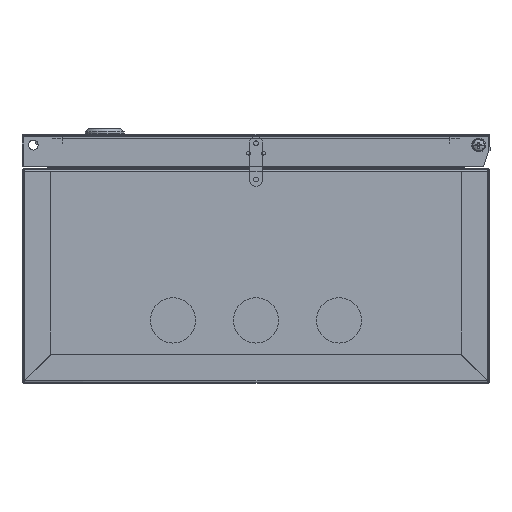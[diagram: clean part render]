
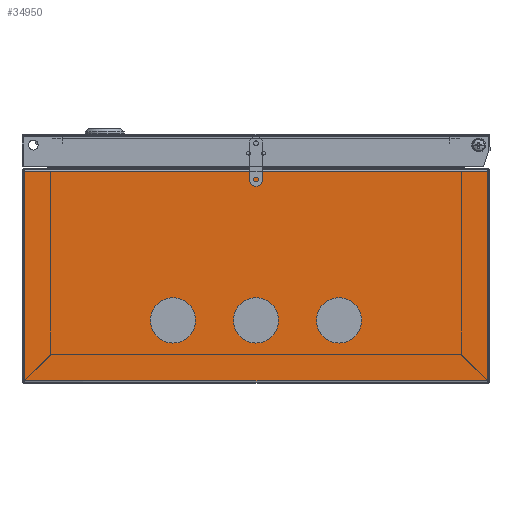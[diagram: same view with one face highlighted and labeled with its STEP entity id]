
A CAD part, front view. The second image highlights one B-rep face of the part: STEP entity #34950.
In plain terms, the highlighted face is planar.
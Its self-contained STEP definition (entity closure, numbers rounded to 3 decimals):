
#28 = CARTESIAN_POINT ( 'NONE',  ( -110.153, 0., 57.238 ) ) ;
#42 = CIRCLE ( 'NONE', #15684, 15. ) ;
#346 = CIRCLE ( 'NONE', #13688, 15. ) ;
#373 = CARTESIAN_POINT ( 'NONE',  ( -110.153, 0., 17.238 ) ) ;
#892 = EDGE_CURVE ( 'NONE', #8253, #15981, #26514, .T. ) ;
#1275 = VECTOR ( 'NONE', #35724, 1000. ) ;
#1754 = ORIENTED_EDGE ( 'NONE', *, *, #9360, .F. ) ;
#2062 = ORIENTED_EDGE ( 'NONE', *, *, #17337, .T. ) ;
#2821 = EDGE_CURVE ( 'NONE', #31214, #16577, #4490, .T. ) ;
#3197 = ORIENTED_EDGE ( 'NONE', *, *, #2821, .T. ) ;
#3476 = EDGE_LOOP ( 'NONE', ( #6780, #2062, #3197, #10630 ) ) ;
#3618 = FACE_BOUND ( 'NONE', #3649, .T. ) ;
#3649 = EDGE_LOOP ( 'NONE', ( #16921, #18099 ) ) ;
#3909 = VERTEX_POINT ( 'NONE', #26717 ) ;
#4490 = LINE ( 'NONE', #13387, #27845 ) ;
#4840 = LINE ( 'NONE', #5390, #1275 ) ;
#5390 = CARTESIAN_POINT ( 'NONE',  ( -11.453, 0., 225.538 ) ) ;
#5719 = CARTESIAN_POINT ( 'NONE',  ( -110.153, 0., 17.238 ) ) ;
#5830 = CARTESIAN_POINT ( 'NONE',  ( -110.153, 0., 2.238 ) ) ;
#6480 = DIRECTION ( 'NONE',  ( 1., 0., 0. ) ) ;
#6780 = ORIENTED_EDGE ( 'NONE', *, *, #10140, .T. ) ;
#6914 = VERTEX_POINT ( 'NONE', #28 ) ;
#7703 = CARTESIAN_POINT ( 'NONE',  ( -150.153, 0., -81.062 ) ) ;
#8253 = VERTEX_POINT ( 'NONE', #10249 ) ;
#8413 = CIRCLE ( 'NONE', #18764, 15. ) ;
#8628 = DIRECTION ( 'NONE',  ( 0., 0., -1. ) ) ;
#8717 = AXIS2_PLACEMENT_3D ( 'NONE', #30090, #27013, #18718 ) ;
#8747 = DIRECTION ( 'NONE',  ( 0., 1., 0. ) ) ;
#9046 = CARTESIAN_POINT ( 'NONE',  ( -150.153, 0., 225.538 ) ) ;
#9360 = EDGE_CURVE ( 'NONE', #19717, #6914, #24845, .T. ) ;
#9720 = VECTOR ( 'NONE', #32020, 1000. ) ;
#9933 = EDGE_CURVE ( 'NONE', #10277, #25899, #42, .T. ) ;
#10140 = EDGE_CURVE ( 'NONE', #30967, #3909, #34111, .T. ) ;
#10249 = CARTESIAN_POINT ( 'NONE',  ( -110.153, 0., 32.238 ) ) ;
#10277 = VERTEX_POINT ( 'NONE', #31382 ) ;
#10630 = ORIENTED_EDGE ( 'NONE', *, *, #14071, .T. ) ;
#10744 = CARTESIAN_POINT ( 'NONE',  ( -150.153, 0., -81.062 ) ) ;
#11115 = EDGE_LOOP ( 'NONE', ( #31648, #33281 ) ) ;
#11756 = EDGE_CURVE ( 'NONE', #6914, #19717, #346, .T. ) ;
#12183 = DIRECTION ( 'NONE',  ( 0., 1., 0. ) ) ;
#13209 = DIRECTION ( 'NONE',  ( -1., 0., 0. ) ) ;
#13275 = AXIS2_PLACEMENT_3D ( 'NONE', #5719, #16938, #8628 ) ;
#13313 = DIRECTION ( 'NONE',  ( 0., 1., 0. ) ) ;
#13387 = CARTESIAN_POINT ( 'NONE',  ( -150.153, 0., -81.062 ) ) ;
#13688 = AXIS2_PLACEMENT_3D ( 'NONE', #26953, #18674, #32013 ) ;
#13843 = CARTESIAN_POINT ( 'NONE',  ( -110.153, 0., 127.238 ) ) ;
#14071 = EDGE_CURVE ( 'NONE', #16577, #30967, #16334, .T. ) ;
#14134 = FACE_BOUND ( 'NONE', #19833, .T. ) ;
#14675 = CARTESIAN_POINT ( 'NONE',  ( -150.153, 0., 225.538 ) ) ;
#15684 = AXIS2_PLACEMENT_3D ( 'NONE', #17747, #12183, #23159 ) ;
#15981 = VERTEX_POINT ( 'NONE', #5830 ) ;
#16334 = LINE ( 'NONE', #10744, #9720 ) ;
#16577 = VERTEX_POINT ( 'NONE', #7703 ) ;
#16863 = FACE_OUTER_BOUND ( 'NONE', #3476, .T. ) ;
#16921 = ORIENTED_EDGE ( 'NONE', *, *, #9933, .F. ) ;
#16938 = DIRECTION ( 'NONE',  ( 0., 1., 0. ) ) ;
#17025 = DIRECTION ( 'NONE',  ( 0., 1., 0. ) ) ;
#17337 = EDGE_CURVE ( 'NONE', #3909, #31214, #4840, .T. ) ;
#17747 = CARTESIAN_POINT ( 'NONE',  ( -110.153, 0., 127.238 ) ) ;
#18099 = ORIENTED_EDGE ( 'NONE', *, *, #28111, .F. ) ;
#18397 = CIRCLE ( 'NONE', #31069, 15. ) ;
#18674 = DIRECTION ( 'NONE',  ( 0., 1., 0. ) ) ;
#18718 = DIRECTION ( 'NONE',  ( 0., 0., 1. ) ) ;
#18764 = AXIS2_PLACEMENT_3D ( 'NONE', #13843, #13313, #35300 ) ;
#19717 = VERTEX_POINT ( 'NONE', #22263 ) ;
#19833 = EDGE_LOOP ( 'NONE', ( #1754, #21167 ) ) ;
#19939 = AXIS2_PLACEMENT_3D ( 'NONE', #14675, #17025, #30555 ) ;
#20234 = CARTESIAN_POINT ( 'NONE',  ( -11.453, 0., -81.062 ) ) ;
#21167 = ORIENTED_EDGE ( 'NONE', *, *, #11756, .F. ) ;
#22263 = CARTESIAN_POINT ( 'NONE',  ( -110.153, 0., 87.238 ) ) ;
#23159 = DIRECTION ( 'NONE',  ( 0., 0., 1. ) ) ;
#24845 = CIRCLE ( 'NONE', #8717, 15. ) ;
#25512 = PLANE ( 'NONE',  #19939 ) ;
#25899 = VERTEX_POINT ( 'NONE', #32627 ) ;
#26514 = CIRCLE ( 'NONE', #13275, 15. ) ;
#26620 = VECTOR ( 'NONE', #6480, 1000. ) ;
#26717 = CARTESIAN_POINT ( 'NONE',  ( -11.453, 0., 225.538 ) ) ;
#26953 = CARTESIAN_POINT ( 'NONE',  ( -110.153, 0., 72.238 ) ) ;
#27013 = DIRECTION ( 'NONE',  ( 0., 1., 0. ) ) ;
#27845 = VECTOR ( 'NONE', #13209, 1000. ) ;
#28111 = EDGE_CURVE ( 'NONE', #25899, #10277, #8413, .T. ) ;
#30090 = CARTESIAN_POINT ( 'NONE',  ( -110.153, 0., 72.238 ) ) ;
#30555 = DIRECTION ( 'NONE',  ( 0., 0., 1. ) ) ;
#30967 = VERTEX_POINT ( 'NONE', #35509 ) ;
#31069 = AXIS2_PLACEMENT_3D ( 'NONE', #373, #8747, #33467 ) ;
#31214 = VERTEX_POINT ( 'NONE', #20234 ) ;
#31382 = CARTESIAN_POINT ( 'NONE',  ( -110.153, 0., 142.238 ) ) ;
#31648 = ORIENTED_EDGE ( 'NONE', *, *, #892, .F. ) ;
#32013 = DIRECTION ( 'NONE',  ( 0., 0., 1. ) ) ;
#32020 = DIRECTION ( 'NONE',  ( 0., 0., 1. ) ) ;
#32353 = EDGE_CURVE ( 'NONE', #15981, #8253, #18397, .T. ) ;
#32627 = CARTESIAN_POINT ( 'NONE',  ( -110.153, 0., 112.238 ) ) ;
#33281 = ORIENTED_EDGE ( 'NONE', *, *, #32353, .F. ) ;
#33467 = DIRECTION ( 'NONE',  ( 0., 0., -1. ) ) ;
#33794 = FACE_BOUND ( 'NONE', #11115, .T. ) ;
#34111 = LINE ( 'NONE', #9046, #26620 ) ;
#34950 = ADVANCED_FACE ( 'NONE', ( #33794, #3618, #14134, #16863 ), #25512, .T. ) ;
#35300 = DIRECTION ( 'NONE',  ( 0., 0., 1. ) ) ;
#35509 = CARTESIAN_POINT ( 'NONE',  ( -150.153, 0., 225.538 ) ) ;
#35724 = DIRECTION ( 'NONE',  ( 0., 0., -1. ) ) ;
